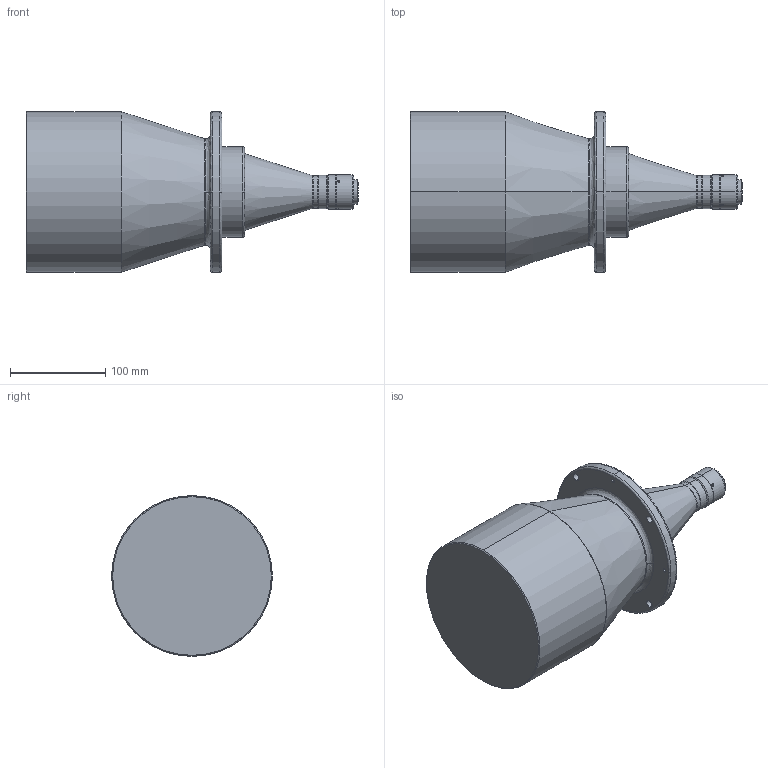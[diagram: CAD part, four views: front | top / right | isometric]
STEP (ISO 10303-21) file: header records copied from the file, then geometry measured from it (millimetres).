
FILE_DESCRIPTION (( 'STEP AP203' ), '1' );
FILE_NAME ('DTCM118-136-AL.STEP', '2019-11-13T08:04:54', ( 'Windows 蚚誧' ), ( '' ), 'SwSTEP 2.0', 'SolidWorks 2017', '' );
FILE_SCHEMA (( 'CONFIG_CONTROL_DESIGN' ));
Length unit declared in the file: millimetre
Products named in the file (1): DTCM118-136-AL
Bounding box: 349.3 x 169 x 169 mm (x, y, z)
Volume: 4363835.7 mm3; surface area: 181611.2 mm2
Topology: 1 solids, 1 shells, 91 faces, 218 edges, 133 vertices
Faces by surface type: cylinder 44, cone 24, bspline 14, plane 9
Entity records: 4507 total; most frequent: CARTESIAN_POINT 2341, DIRECTION 456, ORIENTED_EDGE 424, EDGE_CURVE 212, AXIS2_PLACEMENT_3D 194, VERTEX_POINT 133, EDGE_LOOP 117, CIRCLE 116
